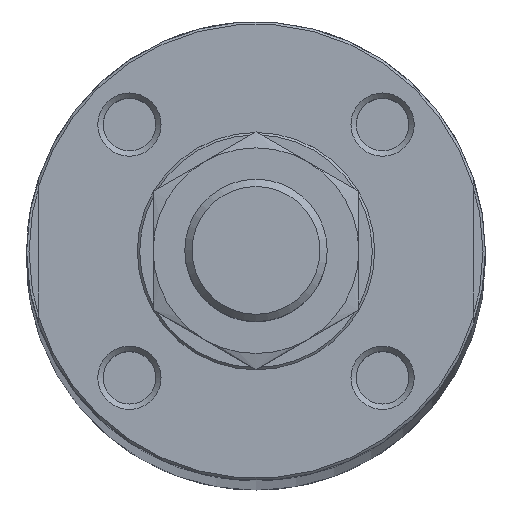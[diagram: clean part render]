
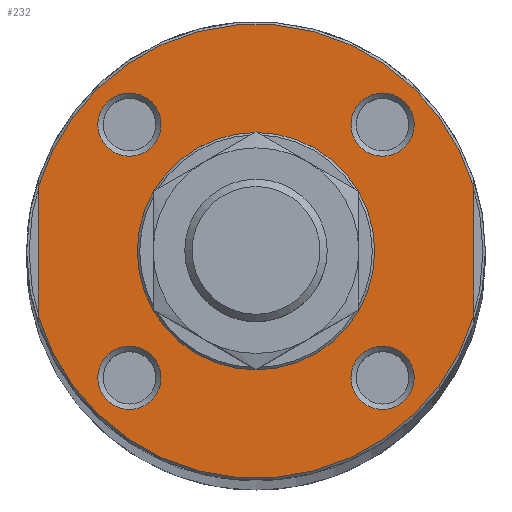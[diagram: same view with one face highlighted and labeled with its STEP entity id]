
A CAD part, top view. The second image highlights one B-rep face of the part: STEP entity #232.
In plain terms, the highlighted planar face has unit normal (0, 0, 1).
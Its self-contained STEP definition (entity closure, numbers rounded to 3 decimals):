
#232 = ADVANCED_FACE( '', ( #404, #405, #406, #407, #408, #409 ), #410, .F. );
#404 = FACE_OUTER_BOUND( '', #740, .T. );
#405 = FACE_BOUND( '', #741, .T. );
#406 = FACE_BOUND( '', #742, .T. );
#407 = FACE_BOUND( '', #743, .T. );
#408 = FACE_BOUND( '', #744, .T. );
#409 = FACE_BOUND( '', #745, .T. );
#410 = PLANE( '', #746 );
#740 = EDGE_LOOP( '', ( #1136, #1137, #1138, #1139 ) );
#741 = EDGE_LOOP( '', ( #1140 ) );
#742 = EDGE_LOOP( '', ( #1141 ) );
#743 = EDGE_LOOP( '', ( #1142 ) );
#744 = EDGE_LOOP( '', ( #1143 ) );
#745 = EDGE_LOOP( '', ( #1144 ) );
#746 = AXIS2_PLACEMENT_3D( '', #1145, #1146, #1147 );
#1136 = ORIENTED_EDGE( '', *, *, #1766, .F. );
#1137 = ORIENTED_EDGE( '', *, *, #1762, .T. );
#1138 = ORIENTED_EDGE( '', *, *, #1765, .F. );
#1139 = ORIENTED_EDGE( '', *, *, #1767, .T. );
#1140 = ORIENTED_EDGE( '', *, *, #1768, .T. );
#1141 = ORIENTED_EDGE( '', *, *, #1769, .T. );
#1142 = ORIENTED_EDGE( '', *, *, #1770, .T. );
#1143 = ORIENTED_EDGE( '', *, *, #1771, .T. );
#1144 = ORIENTED_EDGE( '', *, *, #1772, .T. );
#1145 = CARTESIAN_POINT( '', ( 0., 15., 702. ) );
#1146 = DIRECTION( '', ( 0., 0., -1. ) );
#1147 = DIRECTION( '', ( -1., 0., 0. ) );
#1762 = EDGE_CURVE( '', #1960, #1966, #1968, .T. );
#1765 = EDGE_CURVE( '', #1971, #1966, #1973, .T. );
#1766 = EDGE_CURVE( '', #1960, #1974, #1975, .T. );
#1767 = EDGE_CURVE( '', #1971, #1974, #1976, .T. );
#1768 = EDGE_CURVE( '', #1977, #1977, #1978, .T. );
#1769 = EDGE_CURVE( '', #1979, #1979, #1980, .T. );
#1770 = EDGE_CURVE( '', #1981, #1981, #1982, .T. );
#1771 = EDGE_CURVE( '', #1983, #1983, #1984, .T. );
#1772 = EDGE_CURVE( '', #1985, #1985, #1986, .T. );
#1960 = VERTEX_POINT( '', #2350 );
#1966 = VERTEX_POINT( '', #2361 );
#1968 = LINE( '', #2366, #2367 );
#1971 = VERTEX_POINT( '', #2370 );
#1973 = CIRCLE( '', #2375, 28.7 );
#1974 = VERTEX_POINT( '', #2376 );
#1975 = CIRCLE( '', #2377, 28.7 );
#1976 = LINE( '', #2378, #2379 );
#1977 = VERTEX_POINT( '', #2380 );
#1978 = CIRCLE( '', #2381, 4. );
#1979 = VERTEX_POINT( '', #2382 );
#1980 = CIRCLE( '', #2383, 4. );
#1981 = VERTEX_POINT( '', #2384 );
#1982 = CIRCLE( '', #2385, 4. );
#1983 = VERTEX_POINT( '', #2386 );
#1984 = CIRCLE( '', #2387, 4. );
#1985 = VERTEX_POINT( '', #2388 );
#1986 = CIRCLE( '', #2389, 15. );
#2350 = CARTESIAN_POINT( '', ( -27.5, 8.212, 702. ) );
#2361 = CARTESIAN_POINT( '', ( -27.5, -8.212, 702. ) );
#2366 = CARTESIAN_POINT( '', ( -27.5, 55., 702. ) );
#2367 = VECTOR( '', #3074, 1000. );
#2370 = CARTESIAN_POINT( '', ( 27.5, -8.212, 702. ) );
#2375 = AXIS2_PLACEMENT_3D( '', #3078, #3079, #3080 );
#2376 = CARTESIAN_POINT( '', ( 27.5, 8.212, 702. ) );
#2377 = AXIS2_PLACEMENT_3D( '', #3081, #3082, #3083 );
#2378 = CARTESIAN_POINT( '', ( 27.5, -55., 702. ) );
#2379 = VECTOR( '', #3084, 1000. );
#2380 = CARTESIAN_POINT( '', ( -20., -16., 702. ) );
#2381 = AXIS2_PLACEMENT_3D( '', #3085, #3086, #3087 );
#2382 = CARTESIAN_POINT( '', ( 12., 16., 702. ) );
#2383 = AXIS2_PLACEMENT_3D( '', #3088, #3089, #3090 );
#2384 = CARTESIAN_POINT( '', ( -20., 16., 702. ) );
#2385 = AXIS2_PLACEMENT_3D( '', #3091, #3092, #3093 );
#2386 = CARTESIAN_POINT( '', ( 12., -16., 702. ) );
#2387 = AXIS2_PLACEMENT_3D( '', #3094, #3095, #3096 );
#2388 = CARTESIAN_POINT( '', ( -15., 0., 702. ) );
#2389 = AXIS2_PLACEMENT_3D( '', #3097, #3098, #3099 );
#3074 = DIRECTION( '', ( 0., -1., 0. ) );
#3078 = CARTESIAN_POINT( '', ( 0., 0., 702. ) );
#3079 = DIRECTION( '', ( 0., 0., -1. ) );
#3080 = DIRECTION( '', ( -1., 0., 0. ) );
#3081 = CARTESIAN_POINT( '', ( 0., 0., 702. ) );
#3082 = DIRECTION( '', ( 0., 0., -1. ) );
#3083 = DIRECTION( '', ( -1., 0., 0. ) );
#3084 = DIRECTION( '', ( 0., 1., 0. ) );
#3085 = CARTESIAN_POINT( '', ( -16., -16., 702. ) );
#3086 = DIRECTION( '', ( 0., 0., -1. ) );
#3087 = DIRECTION( '', ( -1., 0., 0. ) );
#3088 = CARTESIAN_POINT( '', ( 16., 16., 702. ) );
#3089 = DIRECTION( '', ( 0., 0., -1. ) );
#3090 = DIRECTION( '', ( -1., 0., 0. ) );
#3091 = CARTESIAN_POINT( '', ( -16., 16., 702. ) );
#3092 = DIRECTION( '', ( 0., 0., -1. ) );
#3093 = DIRECTION( '', ( -1., 0., 0. ) );
#3094 = CARTESIAN_POINT( '', ( 16., -16., 702. ) );
#3095 = DIRECTION( '', ( 0., 0., -1. ) );
#3096 = DIRECTION( '', ( -1., 0., 0. ) );
#3097 = CARTESIAN_POINT( '', ( 0., 0., 702. ) );
#3098 = DIRECTION( '', ( 0., 0., -1. ) );
#3099 = DIRECTION( '', ( -1., 0., 0. ) );
